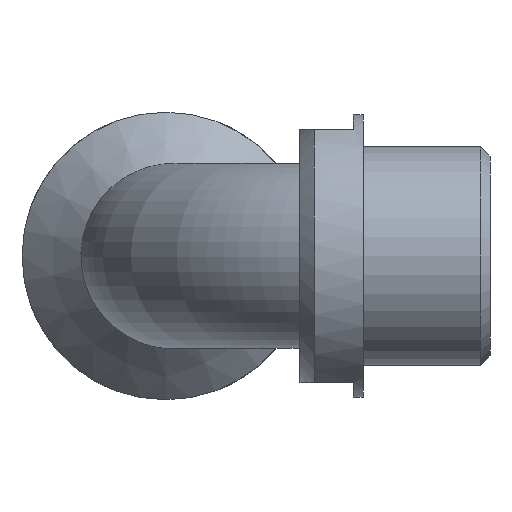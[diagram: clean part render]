
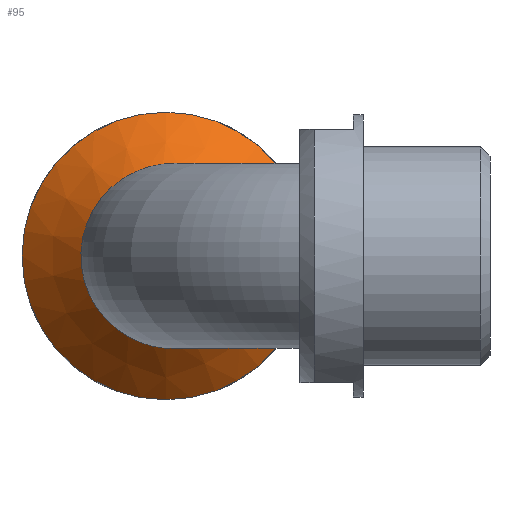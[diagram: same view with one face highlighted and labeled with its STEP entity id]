
A CAD part, left-side view. The second image highlights one B-rep face of the part: STEP entity #95.
In plain terms, the highlighted conical face has half-angle 45 degrees and reference radius 707.107 mm.
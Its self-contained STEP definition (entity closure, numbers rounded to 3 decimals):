
#95 = ADVANCED_FACE( '', ( #195, #196 ), #197, .T. );
#195 = FACE_OUTER_BOUND( '', #340, .T. );
#196 = FACE_BOUND( '', #341, .T. );
#197 = CONICAL_SURFACE( '', #342, 707.107, 0.785 );
#340 = EDGE_LOOP( '', ( #585 ) );
#341 = EDGE_LOOP( '', ( #586 ) );
#342 = AXIS2_PLACEMENT_3D( '', #587, #588, #589 );
#585 = ORIENTED_EDGE( '', *, *, #906, .F. );
#586 = ORIENTED_EDGE( '', *, *, #953, .F. );
#587 = CARTESIAN_POINT( '', ( 717.857, 27., 0. ) );
#588 = DIRECTION( '', ( 1., 0., 0. ) );
#589 = DIRECTION( '', ( 0., 0., -1. ) );
#906 = EDGE_CURVE( '', #1065, #1065, #1066, .T. );
#953 = EDGE_CURVE( '', #1153, #1153, #1154, .T. );
#1065 = VERTEX_POINT( '', #1363 );
#1066 = CIRCLE( '', #1364, 14.75 );
#1153 = VERTEX_POINT( '', #1606 );
#1154 = B_SPLINE_CURVE_WITH_KNOTS( '', 3, ( #1607, #1608, #1609, #1610, #1611, #1612, #1613, #1614, #1615, #1616, #1617, #1618, #1619, #1620, #1621, #1622, #1623, #1624, #1625, #1626, #1627, #1628, #1629, #1630, #1631, #1632, #1633, #1634, #1635, #1636, #1637, #1638, #1639, #1640, #1641, #1642, #1643, #1644, #1645, #1646, #1647, #1648, #1649, #1650, #1651, #1652, #1653, #1654, #1655, #1656, #1657, #1658, #1659, #1660, #1661, #1662, #1663, #1664, #1665, #1666, #1667, #1668, #1669, #1670, #1671, #1672, #1673, #1674, #1675, #1676, #1677, #1678, #1679, #1680, #1681, #1682, #1683, #1684, #1685, #1686, #1687, #1688, #1689, #1690, #1691, #1692, #1693, #1694, #1695, #1696, #1697, #1698, #1699 ), .UNSPECIFIED., .T., .F., ( 2, 2, 2, 2, 2, 2, 2, 2, 2, 2, 2, 2, 2, 2, 2, 2, 2, 1, 2, 2, 2, 2, 2, 2, 2, 2, 2, 2, 1, 2, 2, 2, 2, 2, 2, 1, 2, 2, 2, 2, 2, 2, 2, 2, 2, 2, 2, 2, 2, 2 ), ( -0.002, 0., 0.002, 0.003, 0.004, 0.006, 0.007, 0.007, 0.009, 0.011, 0.012, 0.013, 0.015, 0.016, 0.017, 0.019, 0.02, 0.021, 0.022, 0.022, 0.024, 0.025, 0.026, 0.028, 0.029, 0.03, 0.032, 0.033, 0.034, 0.035, 0.036, 0.037, 0.039, 0.041, 0.042, 0.043, 0.044, 0.045, 0.047, 0.048, 0.049, 0.051, 0.051, 0.052, 0.054, 0.056, 0.057, 0.058, 0.06, 0.062 ), .UNSPECIFIED. );
#1363 = CARTESIAN_POINT( '', ( 25.5, 27., -14.75 ) );
#1364 = AXIS2_PLACEMENT_3D( '', #1921, #1922, #1923 );
#1606 = CARTESIAN_POINT( '', ( 21.013, 18.533, -5.8 ) );
#1607 = CARTESIAN_POINT( '', ( 20.973, 18.922, -6.296 ) );
#1608 = CARTESIAN_POINT( '', ( 21.054, 18.144, -5.303 ) );
#1609 = CARTESIAN_POINT( '', ( 21.089, 17.809, -4.776 ) );
#1610 = CARTESIAN_POINT( '', ( 21.134, 17.388, -3.942 ) );
#1611 = CARTESIAN_POINT( '', ( 21.148, 17.261, -3.656 ) );
#1612 = CARTESIAN_POINT( '', ( 21.172, 17.035, -3.069 ) );
#1613 = CARTESIAN_POINT( '', ( 21.183, 16.936, -2.768 ) );
#1614 = CARTESIAN_POINT( '', ( 21.21, 16.688, -1.863 ) );
#1615 = CARTESIAN_POINT( '', ( 21.222, 16.584, -1.249 ) );
#1616 = CARTESIAN_POINT( '', ( 21.229, 16.521, -0.312 ) );
#1617 = CARTESIAN_POINT( '', ( 21.23, 16.516, 0.005 ) );
#1618 = CARTESIAN_POINT( '', ( 21.227, 16.537, 0.634 ) );
#1619 = CARTESIAN_POINT( '', ( 21.224, 16.564, 0.945 ) );
#1620 = CARTESIAN_POINT( '', ( 21.21, 16.69, 1.872 ) );
#1621 = CARTESIAN_POINT( '', ( 21.194, 16.835, 2.479 ) );
#1622 = CARTESIAN_POINT( '', ( 21.149, 17.251, 3.672 ) );
#1623 = CARTESIAN_POINT( '', ( 21.12, 17.515, 4.238 ) );
#1624 = CARTESIAN_POINT( '', ( 21.07, 17.99, 5.042 ) );
#1625 = CARTESIAN_POINT( '', ( 21.052, 18.162, 5.303 ) );
#1626 = CARTESIAN_POINT( '', ( 21.013, 18.533, 5.809 ) );
#1627 = CARTESIAN_POINT( '', ( 20.992, 18.733, 6.054 ) );
#1628 = CARTESIAN_POINT( '', ( 20.928, 19.359, 6.752 ) );
#1629 = CARTESIAN_POINT( '', ( 20.882, 19.817, 7.172 ) );
#1630 = CARTESIAN_POINT( '', ( 20.808, 20.565, 7.736 ) );
#1631 = CARTESIAN_POINT( '', ( 20.782, 20.826, 7.913 ) );
#1632 = CARTESIAN_POINT( '', ( 20.73, 21.361, 8.24 ) );
#1633 = CARTESIAN_POINT( '', ( 20.704, 21.635, 8.389 ) );
#1634 = CARTESIAN_POINT( '', ( 20.624, 22.473, 8.797 ) );
#1635 = CARTESIAN_POINT( '', ( 20.569, 23.056, 9.014 ) );
#1636 = CARTESIAN_POINT( '', ( 20.485, 23.965, 9.255 ) );
#1637 = CARTESIAN_POINT( '', ( 20.457, 24.273, 9.321 ) );
#1638 = CARTESIAN_POINT( '', ( 20.401, 24.888, 9.422 ) );
#1639 = CARTESIAN_POINT( '', ( 20.345, 25.505, 9.493 ) );
#1640 = CARTESIAN_POINT( '', ( 20.29, 26.126, 9.505 ) );
#1641 = CARTESIAN_POINT( '', ( 20.235, 26.749, 9.487 ) );
#1642 = CARTESIAN_POINT( '', ( 20.207, 27.064, 9.462 ) );
#1643 = CARTESIAN_POINT( '', ( 20.125, 27.996, 9.343 ) );
#1644 = CARTESIAN_POINT( '', ( 20.073, 28.602, 9.205 ) );
#1645 = CARTESIAN_POINT( '', ( 19.996, 29.487, 8.911 ) );
#1646 = CARTESIAN_POINT( '', ( 19.971, 29.778, 8.799 ) );
#1647 = CARTESIAN_POINT( '', ( 19.922, 30.352, 8.544 ) );
#1648 = CARTESIAN_POINT( '', ( 19.898, 30.633, 8.401 ) );
#1649 = CARTESIAN_POINT( '', ( 19.828, 31.447, 7.939 ) );
#1650 = CARTESIAN_POINT( '', ( 19.785, 31.954, 7.581 ) );
#1651 = CARTESIAN_POINT( '', ( 19.725, 32.664, 6.969 ) );
#1652 = CARTESIAN_POINT( '', ( 19.705, 32.893, 6.75 ) );
#1653 = CARTESIAN_POINT( '', ( 19.668, 33.325, 6.295 ) );
#1654 = CARTESIAN_POINT( '', ( 19.651, 33.528, 6.058 ) );
#1655 = CARTESIAN_POINT( '', ( 19.602, 34.101, 5.321 ) );
#1656 = CARTESIAN_POINT( '', ( 19.573, 34.434, 4.794 ) );
#1657 = CARTESIAN_POINT( '', ( 19.537, 34.857, 3.948 ) );
#1658 = CARTESIAN_POINT( '', ( 19.526, 34.983, 3.659 ) );
#1659 = CARTESIAN_POINT( '', ( 19.507, 35.205, 3.075 ) );
#1660 = CARTESIAN_POINT( '', ( 19.491, 35.398, 2.482 ) );
#1661 = CARTESIAN_POINT( '', ( 19.479, 35.532, 1.873 ) );
#1662 = CARTESIAN_POINT( '', ( 19.47, 35.635, 1.254 ) );
#1663 = CARTESIAN_POINT( '', ( 19.467, 35.672, 0.939 ) );
#1664 = CARTESIAN_POINT( '', ( 19.462, 35.734, -0.001 ) );
#1665 = CARTESIAN_POINT( '', ( 19.463, 35.714, -0.624 ) );
#1666 = CARTESIAN_POINT( '', ( 19.478, 35.549, -1.863 ) );
#1667 = CARTESIAN_POINT( '', ( 19.49, 35.403, -2.483 ) );
#1668 = CARTESIAN_POINT( '', ( 19.525, 34.998, -3.664 ) );
#1669 = CARTESIAN_POINT( '', ( 19.547, 34.739, -4.23 ) );
#1670 = CARTESIAN_POINT( '', ( 19.588, 34.264, -5.044 ) );
#1671 = CARTESIAN_POINT( '', ( 19.603, 34.091, -5.309 ) );
#1672 = CARTESIAN_POINT( '', ( 19.634, 33.723, -5.816 ) );
#1673 = CARTESIAN_POINT( '', ( 19.667, 33.333, -6.301 ) );
#1674 = CARTESIAN_POINT( '', ( 19.705, 32.897, -6.746 ) );
#1675 = CARTESIAN_POINT( '', ( 19.744, 32.438, -7.17 ) );
#1676 = CARTESIAN_POINT( '', ( 19.764, 32.196, -7.373 ) );
#1677 = CARTESIAN_POINT( '', ( 19.829, 31.444, -7.941 ) );
#1678 = CARTESIAN_POINT( '', ( 19.874, 30.914, -8.265 ) );
#1679 = CARTESIAN_POINT( '', ( 19.946, 30.074, -8.673 ) );
#1680 = CARTESIAN_POINT( '', ( 19.971, 29.786, -8.795 ) );
#1681 = CARTESIAN_POINT( '', ( 20.021, 29.197, -9.013 ) );
#1682 = CARTESIAN_POINT( '', ( 20.047, 28.897, -9.107 ) );
#1683 = CARTESIAN_POINT( '', ( 20.126, 27.992, -9.344 ) );
#1684 = CARTESIAN_POINT( '', ( 20.179, 27.379, -9.442 ) );
#1685 = CARTESIAN_POINT( '', ( 20.262, 26.445, -9.501 ) );
#1686 = CARTESIAN_POINT( '', ( 20.29, 26.129, -9.505 ) );
#1687 = CARTESIAN_POINT( '', ( 20.346, 25.503, -9.483 ) );
#1688 = CARTESIAN_POINT( '', ( 20.373, 25.193, -9.457 ) );
#1689 = CARTESIAN_POINT( '', ( 20.457, 24.27, -9.336 ) );
#1690 = CARTESIAN_POINT( '', ( 20.513, 23.664, -9.196 ) );
#1691 = CARTESIAN_POINT( '', ( 20.624, 22.472, -8.796 ) );
#1692 = CARTESIAN_POINT( '', ( 20.678, 21.902, -8.541 ) );
#1693 = CARTESIAN_POINT( '', ( 20.756, 21.092, -8.082 ) );
#1694 = CARTESIAN_POINT( '', ( 20.782, 20.829, -7.915 ) );
#1695 = CARTESIAN_POINT( '', ( 20.832, 20.318, -7.556 ) );
#1696 = CARTESIAN_POINT( '', ( 20.857, 20.069, -7.362 ) );
#1697 = CARTESIAN_POINT( '', ( 20.928, 19.355, -6.748 ) );
#1698 = CARTESIAN_POINT( '', ( 20.973, 18.922, -6.296 ) );
#1699 = CARTESIAN_POINT( '', ( 21.054, 18.144, -5.303 ) );
#1921 = CARTESIAN_POINT( '', ( 25.5, 27., 0. ) );
#1922 = DIRECTION( '', ( 1., 0., 0. ) );
#1923 = DIRECTION( '', ( 0., 0., -1. ) );
